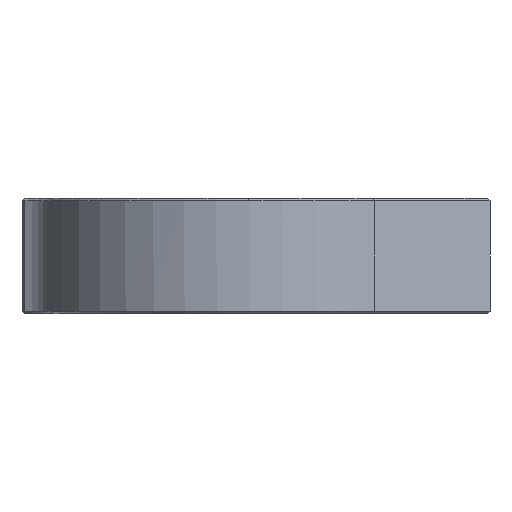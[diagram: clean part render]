
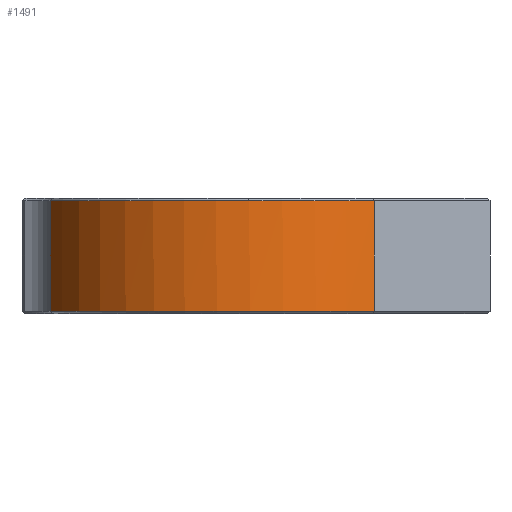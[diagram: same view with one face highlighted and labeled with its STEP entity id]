
A CAD part, left-side view. The second image highlights one B-rep face of the part: STEP entity #1491.
In plain terms, the highlighted cylindrical face has radius 21.5 mm (diameter 43 mm), a partial arc.
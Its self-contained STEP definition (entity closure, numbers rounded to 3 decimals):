
#390 = VERTEX_POINT ( 'NONE', #1983 ) ;
#406 = ORIENTED_EDGE ( 'NONE', *, *, #8104, .T. ) ;
#1491 = ADVANCED_FACE ( 'NONE', ( #2727 ), #6732, .T. ) ;
#1607 = DIRECTION ( 'NONE',  ( 0., 0., -1. ) ) ;
#1799 = DIRECTION ( 'NONE',  ( 0., 0., -1. ) ) ;
#1983 = CARTESIAN_POINT ( 'NONE',  ( -6.194, 20.588, -11.7 ) ) ;
#2035 = AXIS2_PLACEMENT_3D ( 'NONE', #5096, #7513, #3310 ) ;
#2079 = DIRECTION ( 'NONE',  ( -1., 0., 0. ) ) ;
#2141 = ORIENTED_EDGE ( 'NONE', *, *, #8482, .T. ) ;
#2230 = CIRCLE ( 'NONE', #4976, 21.5 ) ;
#2727 = FACE_OUTER_BOUND ( 'NONE', #9091, .T. ) ;
#2757 = AXIS2_PLACEMENT_3D ( 'NONE', #6709, #1607, #4166 ) ;
#2802 = DIRECTION ( 'NONE',  ( 0., 0., 1. ) ) ;
#3310 = DIRECTION ( 'NONE',  ( -1., 0., 0. ) ) ;
#3507 = VERTEX_POINT ( 'NONE', #10815 ) ;
#3608 = CARTESIAN_POINT ( 'NONE',  ( 0., 0., -12. ) ) ;
#3755 = CARTESIAN_POINT ( 'NONE',  ( -21.5, 0., -0.3 ) ) ;
#3907 = VECTOR ( 'NONE', #1799, 1000. ) ;
#4068 = VERTEX_POINT ( 'NONE', #6239 ) ;
#4166 = DIRECTION ( 'NONE',  ( -1., 0., 0. ) ) ;
#4323 = LINE ( 'NONE', #7952, #3907 ) ;
#4358 = DIRECTION ( 'NONE',  ( 1., 0., 0. ) ) ;
#4412 = ORIENTED_EDGE ( 'NONE', *, *, #5013, .T. ) ;
#4895 = CIRCLE ( 'NONE', #2757, 21.5 ) ;
#4976 = AXIS2_PLACEMENT_3D ( 'NONE', #7023, #7222, #2079 ) ;
#5013 = EDGE_CURVE ( 'NONE', #4068, #390, #4323, .T. ) ;
#5096 = CARTESIAN_POINT ( 'NONE',  ( 0., 0., -11.7 ) ) ;
#5381 = EDGE_CURVE ( 'NONE', #5609, #9848, #4895, .T. ) ;
#5609 = VERTEX_POINT ( 'NONE', #5814 ) ;
#5814 = CARTESIAN_POINT ( 'NONE',  ( -17.114, -13.013, -0.3 ) ) ;
#6239 = CARTESIAN_POINT ( 'NONE',  ( -6.194, 20.588, -0.3 ) ) ;
#6709 = CARTESIAN_POINT ( 'NONE',  ( 0., 0., -0.3 ) ) ;
#6732 = CYLINDRICAL_SURFACE ( 'NONE', #10967, 21.5 ) ;
#7023 = CARTESIAN_POINT ( 'NONE',  ( 0., 0., -0.3 ) ) ;
#7222 = DIRECTION ( 'NONE',  ( 0., 0., -1. ) ) ;
#7267 = ORIENTED_EDGE ( 'NONE', *, *, #5381, .T. ) ;
#7460 = LINE ( 'NONE', #10652, #9176 ) ;
#7511 = DIRECTION ( 'NONE',  ( 0., 0., 1. ) ) ;
#7513 = DIRECTION ( 'NONE',  ( 0., 0., 1. ) ) ;
#7952 = CARTESIAN_POINT ( 'NONE',  ( -6.194, 20.588, -12. ) ) ;
#8104 = EDGE_CURVE ( 'NONE', #3507, #5609, #7460, .T. ) ;
#8207 = ORIENTED_EDGE ( 'NONE', *, *, #8845, .T. ) ;
#8482 = EDGE_CURVE ( 'NONE', #9848, #4068, #2230, .T. ) ;
#8647 = CIRCLE ( 'NONE', #2035, 21.5 ) ;
#8845 = EDGE_CURVE ( 'NONE', #390, #3507, #8647, .T. ) ;
#9091 = EDGE_LOOP ( 'NONE', ( #406, #7267, #2141, #4412, #8207 ) ) ;
#9176 = VECTOR ( 'NONE', #7511, 1000. ) ;
#9848 = VERTEX_POINT ( 'NONE', #3755 ) ;
#10652 = CARTESIAN_POINT ( 'NONE',  ( -17.114, -13.013, -12. ) ) ;
#10815 = CARTESIAN_POINT ( 'NONE',  ( -17.114, -13.013, -11.7 ) ) ;
#10967 = AXIS2_PLACEMENT_3D ( 'NONE', #3608, #2802, #4358 ) ;
